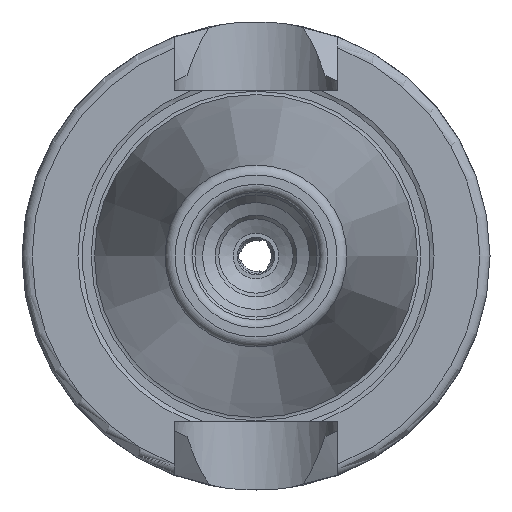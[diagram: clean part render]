
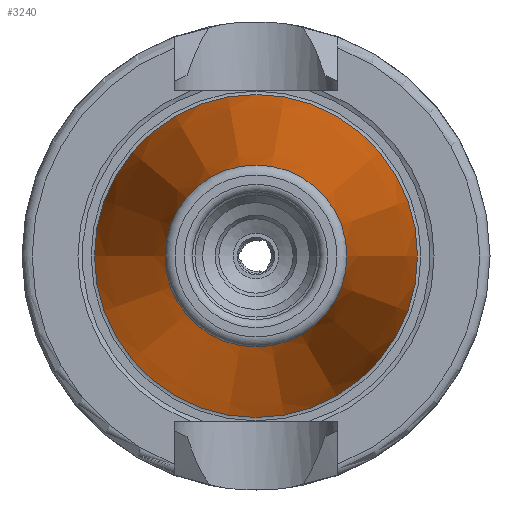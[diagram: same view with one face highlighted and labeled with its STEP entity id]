
A CAD part, left-side view. The second image highlights one B-rep face of the part: STEP entity #3240.
In plain terms, the highlighted conical face has half-angle 8.297 degrees and reference radius 12.408 mm.
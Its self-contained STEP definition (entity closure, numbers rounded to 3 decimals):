
#3206=CARTESIAN_POINT('',(-47.544,8.941,0.0));
#3207=VERTEX_POINT('',#3206);
#3208=CARTESIAN_POINT('',(-47.544,0.0,0.0));
#3209=DIRECTION('',(1.0,0.0,0.0));
#3210=DIRECTION('',(0.0,1.0,0.0));
#3211=AXIS2_PLACEMENT_3D('',#3208,#3209,#3210);
#3212=CIRCLE('',#3211,8.941);
#3213=EDGE_CURVE('',#3207,#3207,#3212,.T.);
#3221=CARTESIAN_POINT('',(-23.772,0.0,0.0));
#3222=DIRECTION('',(1.0,0.0,0.0));
#3223=DIRECTION('',(0.0,1.0,0.0));
#3224=AXIS2_PLACEMENT_3D('',#3221,#3222,#3223);
#3225=CONICAL_SURFACE('',#3224,12.408,8.297);
#3226=CARTESIAN_POINT('',(0.0,15.875,0.0));
#3227=VERTEX_POINT('',#3226);
#3228=CARTESIAN_POINT('',(0.0,0.0,0.0));
#3229=DIRECTION('',(1.0,0.0,0.0));
#3230=DIRECTION('',(0.0,1.0,0.0));
#3231=AXIS2_PLACEMENT_3D('',#3228,#3229,#3230);
#3232=CIRCLE('',#3231,15.875);
#3233=EDGE_CURVE('',#3227,#3227,#3232,.T.);
#3234=ORIENTED_EDGE('',*,*,#3233,.F.);
#3235=EDGE_LOOP('',(#3234));
#3236=FACE_OUTER_BOUND('',#3235,.T.);
#3237=ORIENTED_EDGE('',*,*,#3213,.T.);
#3238=EDGE_LOOP('',(#3237));
#3239=FACE_BOUND('',#3238,.T.);
#3240=ADVANCED_FACE('',(#3236,#3239),#3225,.T.);
